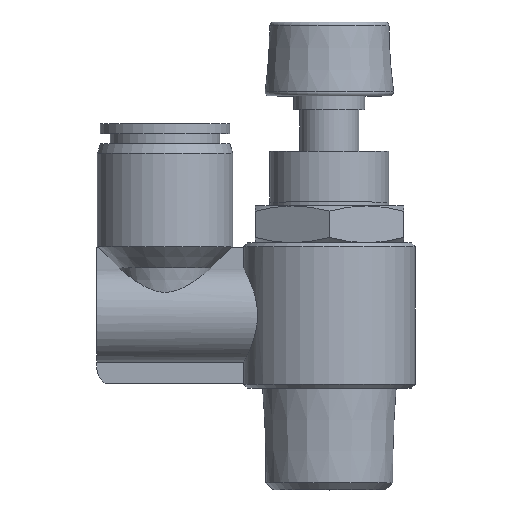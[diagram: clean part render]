
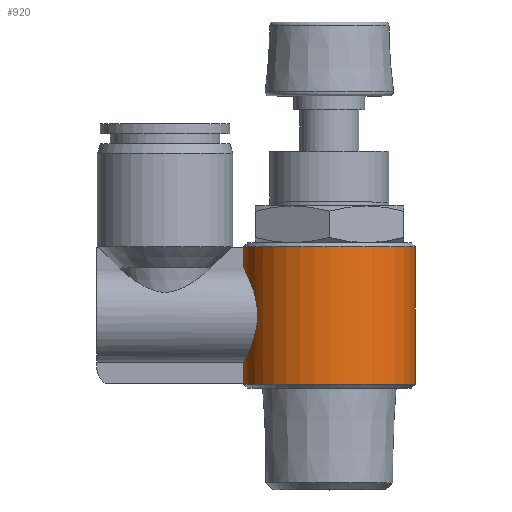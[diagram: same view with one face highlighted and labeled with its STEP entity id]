
A CAD part, top view. The second image highlights one B-rep face of the part: STEP entity #920.
In plain terms, the highlighted cylindrical face has radius 11 mm (diameter 22 mm), a full revolution.
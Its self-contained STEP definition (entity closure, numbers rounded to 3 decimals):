
#46=CIRCLE('',#1003,11.);
#48=CIRCLE('',#1007,11.);
#49=CIRCLE('',#1008,11.);
#50=CIRCLE('',#1009,11.);
#96=CYLINDRICAL_SURFACE('',#1006,11.);
#113=LINE('',#1423,#150);
#119=LINE('',#1495,#156);
#123=LINE('',#1521,#160);
#124=LINE('',#1525,#161);
#150=VECTOR('',#1123,1000.);
#156=VECTOR('',#1139,1000.);
#160=VECTOR('',#1161,1000.);
#161=VECTOR('',#1164,1000.);
#222=ORIENTED_EDGE('',*,*,#466,.F.);
#223=ORIENTED_EDGE('',*,*,#467,.T.);
#224=ORIENTED_EDGE('',*,*,#443,.F.);
#225=ORIENTED_EDGE('',*,*,#447,.F.);
#226=ORIENTED_EDGE('',*,*,#468,.F.);
#227=ORIENTED_EDGE('',*,*,#469,.F.);
#228=ORIENTED_EDGE('',*,*,#470,.F.);
#229=ORIENTED_EDGE('',*,*,#451,.F.);
#230=ORIENTED_EDGE('',*,*,#457,.F.);
#231=ORIENTED_EDGE('',*,*,#463,.F.);
#443=EDGE_CURVE('',#569,#565,#113,.F.);
#447=EDGE_CURVE('',#571,#569,#654,.T.);
#451=EDGE_CURVE('',#575,#576,#656,.T.);
#457=EDGE_CURVE('',#580,#575,#119,.T.);
#463=EDGE_CURVE('',#565,#580,#46,.T.);
#466=EDGE_CURVE('',#584,#584,#48,.T.);
#467=EDGE_CURVE('',#585,#585,#49,.T.);
#468=EDGE_CURVE('',#586,#571,#123,.F.);
#469=EDGE_CURVE('',#587,#586,#50,.T.);
#470=EDGE_CURVE('',#576,#587,#124,.T.);
#565=VERTEX_POINT('',#1409);
#569=VERTEX_POINT('',#1422);
#571=VERTEX_POINT('',#1439);
#575=VERTEX_POINT('',#1467);
#576=VERTEX_POINT('',#1478);
#580=VERTEX_POINT('',#1494);
#584=VERTEX_POINT('',#1518);
#585=VERTEX_POINT('',#1520);
#586=VERTEX_POINT('',#1522);
#587=VERTEX_POINT('',#1524);
#654=B_SPLINE_CURVE_WITH_KNOTS('',3,(#1440,#1441,#1442,#1443,#1444,#1445,
#1446,#1447,#1448,#1449),.UNSPECIFIED.,.F.,.F.,(4,1,1,1,1,1,1,4),(0.,
0.004,0.006,0.009,0.011,
0.013,0.015,0.017),.UNSPECIFIED.);
#656=B_SPLINE_CURVE_WITH_KNOTS('',3,(#1468,#1469,#1470,#1471,#1472,#1473,
#1474,#1475,#1476,#1477),.UNSPECIFIED.,.F.,.F.,(4,1,1,1,1,1,1,4),(0.,
0.004,0.006,0.009,0.011,
0.013,0.015,0.017),.UNSPECIFIED.);
#695=EDGE_LOOP('',(#222));
#696=EDGE_LOOP('',(#223));
#697=EDGE_LOOP('',(#224,#225,#226,#227,#228,#229,#230,#231));
#792=FACE_BOUND('',#695,.T.);
#793=FACE_BOUND('',#696,.T.);
#794=FACE_BOUND('',#697,.T.);
#920=ADVANCED_FACE('',(#792,#793,#794),#96,.T.);
#1003=AXIS2_PLACEMENT_3D('',#1512,#1148,#1149);
#1006=AXIS2_PLACEMENT_3D('',#1516,#1155,#1156);
#1007=AXIS2_PLACEMENT_3D('',#1517,#1157,#1158);
#1008=AXIS2_PLACEMENT_3D('',#1519,#1159,#1160);
#1009=AXIS2_PLACEMENT_3D('',#1523,#1162,#1163);
#1123=DIRECTION('',(0.,-1.,0.));
#1139=DIRECTION('',(0.,-1.,0.));
#1148=DIRECTION('',(0.,-1.,0.));
#1149=DIRECTION('',(0.,0.,-1.));
#1155=DIRECTION('',(0.,-1.,0.));
#1156=DIRECTION('',(0.,0.,-1.));
#1157=DIRECTION('',(0.,-1.,0.));
#1158=DIRECTION('',(0.,0.,-1.));
#1159=DIRECTION('',(0.,-1.,0.));
#1160=DIRECTION('',(0.,0.,-1.));
#1161=DIRECTION('',(0.,-1.,0.));
#1162=DIRECTION('',(0.,1.,0.));
#1163=DIRECTION('',(0.,0.,1.));
#1164=DIRECTION('',(0.,-1.,0.));
#1409=CARTESIAN_POINT('',(-10.941,8.685,1.133));
#1422=CARTESIAN_POINT('',(-10.941,5.943,1.133));
#1423=CARTESIAN_POINT('',(-10.941,-22.285,1.133));
#1439=CARTESIAN_POINT('',(-10.941,-5.943,1.133));
#1440=CARTESIAN_POINT('',(-10.941,-5.943,1.133));
#1441=CARTESIAN_POINT('',(-10.796,-5.674,2.543));
#1442=CARTESIAN_POINT('',(-10.165,-4.544,4.39));
#1443=CARTESIAN_POINT('',(-9.366,-2.144,5.788));
#1444=CARTESIAN_POINT('',(-9.098,-0.004,6.18));
#1445=CARTESIAN_POINT('',(-9.363,2.132,5.793));
#1446=CARTESIAN_POINT('',(-9.962,3.942,4.741));
#1447=CARTESIAN_POINT('',(-10.59,5.293,3.168));
#1448=CARTESIAN_POINT('',(-10.869,5.809,1.838));
#1449=CARTESIAN_POINT('',(-10.941,5.943,1.133));
#1467=CARTESIAN_POINT('',(-10.941,5.943,-1.133));
#1468=CARTESIAN_POINT('',(-10.941,5.943,-1.133));
#1469=CARTESIAN_POINT('',(-10.796,5.674,-2.543));
#1470=CARTESIAN_POINT('',(-10.165,4.544,-4.39));
#1471=CARTESIAN_POINT('',(-9.366,2.144,-5.788));
#1472=CARTESIAN_POINT('',(-9.098,0.004,-6.18));
#1473=CARTESIAN_POINT('',(-9.363,-2.132,-5.793));
#1474=CARTESIAN_POINT('',(-9.962,-3.942,-4.741));
#1475=CARTESIAN_POINT('',(-10.59,-5.293,-3.168));
#1476=CARTESIAN_POINT('',(-10.869,-5.809,-1.838));
#1477=CARTESIAN_POINT('',(-10.941,-5.943,-1.133));
#1478=CARTESIAN_POINT('',(-10.941,-5.943,-1.133));
#1494=CARTESIAN_POINT('',(-10.941,8.685,-1.133));
#1495=CARTESIAN_POINT('',(-10.941,-22.285,-1.133));
#1512=CARTESIAN_POINT('',(0.,8.685,0.));
#1516=CARTESIAN_POINT('',(0.,-22.285,0.));
#1517=CARTESIAN_POINT('',(0.,-8.785,0.));
#1518=CARTESIAN_POINT('',(0.,-8.785,-11.));
#1519=CARTESIAN_POINT('',(0.,8.785,0.));
#1520=CARTESIAN_POINT('',(0.,8.785,-11.));
#1521=CARTESIAN_POINT('',(-10.941,-22.285,1.133));
#1522=CARTESIAN_POINT('',(-10.941,-8.685,1.133));
#1523=CARTESIAN_POINT('',(0.,-8.685,0.));
#1524=CARTESIAN_POINT('',(-10.941,-8.685,-1.133));
#1525=CARTESIAN_POINT('',(-10.941,-22.285,-1.133));
